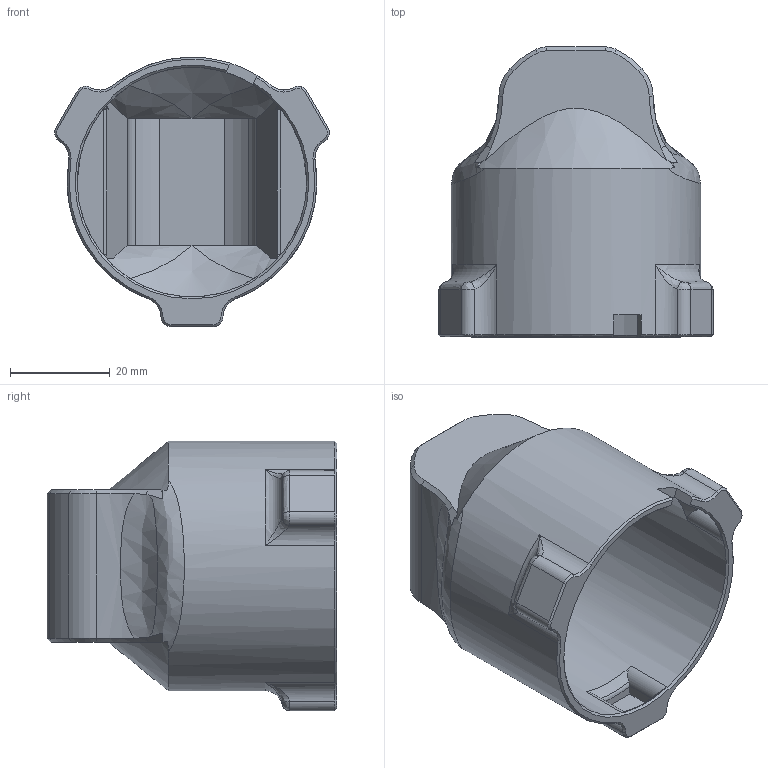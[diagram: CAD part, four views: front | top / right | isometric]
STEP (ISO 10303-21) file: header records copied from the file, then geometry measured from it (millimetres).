
FILE_DESCRIPTION(/* description */ (''),/* implementation_level */ '2;1');
FILE_NAME(/* name */ 'QC_Template.step',/* time_stamp */ '2020-12-19T12:19:36+01:00',/* author */ (''),/* organization */ (''),/* preprocessor_version */ 'ST-DEVELOPER v18.1',/* originating_system */ 'Autodesk Translation Framework v9.7.1.1290',/* authorisation */ '');
FILE_SCHEMA (('AUTOMOTIVE_DESIGN { 1 0 10303 214 3 1 1 }'));
Length unit declared in the file: millimetre
Products named in the file (2): QuickRelease; Sleeve Template
Assembly tree (1 placements, depth 2):
  QuickRelease
    Sleeve Template
Bounding box: 54.97 x 58.05 x 53.99 mm (x, y, z)
Volume: 20237 mm3; surface area: 18446.8 mm2
Topology: 1 solids, 1 shells, 186 faces, 490 edges, 299 vertices
Faces by surface type: plane 69, cone 45, cylinder 32, bspline 31, torus 9
Full cylindrical faces by diameter (mm): 46 x1, 50 x1
Entity records: 7006 total; most frequent: CARTESIAN_POINT 2729, ORIENTED_EDGE 960, DIRECTION 792, EDGE_CURVE 480, AXIS2_PLACEMENT_3D 305, VERTEX_POINT 299, EDGE_LOOP 189, FACE_OUTER_BOUND 186
